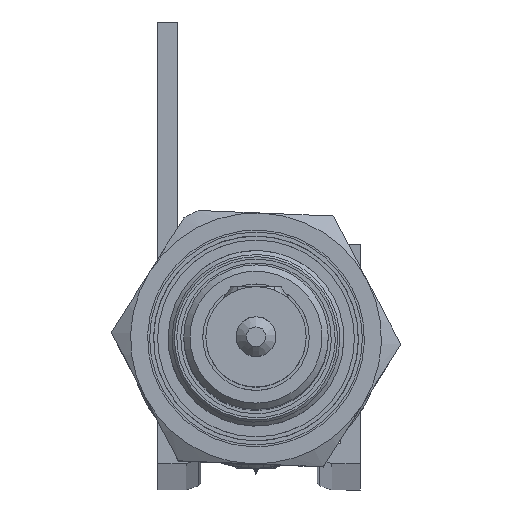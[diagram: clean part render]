
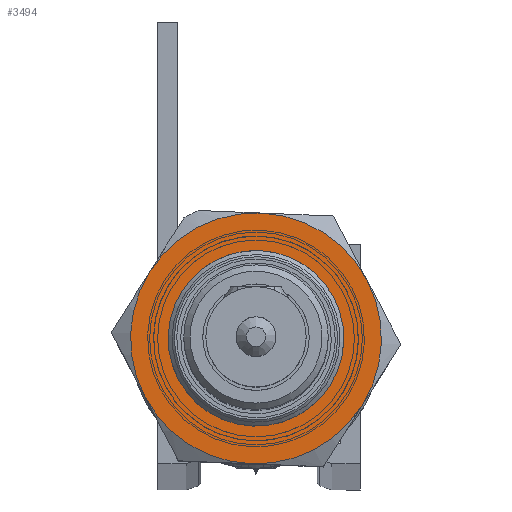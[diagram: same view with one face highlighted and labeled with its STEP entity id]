
A CAD part, top view. The second image highlights one B-rep face of the part: STEP entity #3494.
In plain terms, the highlighted face is planar.
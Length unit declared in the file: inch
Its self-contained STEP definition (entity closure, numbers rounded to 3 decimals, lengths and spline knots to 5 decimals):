
#832=PLANE('',#3946);
#972=FACE_BOUND('',#1458,.T.);
#1144=FACE_OUTER_BOUND('',#1457,.T.);
#1457=EDGE_LOOP('',(#2950,#2951,#2952,#2953,#2954,#2955));
#1458=EDGE_LOOP('',(#2956));
#1677=CIRCLE('',#3925,0.3125);
#1678=CIRCLE('',#3927,0.3125);
#1679=CIRCLE('',#3929,0.3125);
#1680=CIRCLE('',#3931,0.3125);
#1681=CIRCLE('',#3933,0.3125);
#1683=CIRCLE('',#3936,0.3125);
#1684=CIRCLE('',#3945,0.2025);
#1918=VERTEX_POINT('',#21817);
#1919=VERTEX_POINT('',#21821);
#1921=VERTEX_POINT('',#21828);
#1923=VERTEX_POINT('',#21838);
#1925=VERTEX_POINT('',#21851);
#1927=VERTEX_POINT('',#21861);
#1930=VERTEX_POINT('',#21892);
#2275=EDGE_CURVE('',#1918,#1919,#1677,.T.);
#2278=EDGE_CURVE('',#1921,#1918,#1678,.T.);
#2281=EDGE_CURVE('',#1923,#1921,#1679,.T.);
#2283=EDGE_CURVE('',#1925,#1923,#1680,.T.);
#2286=EDGE_CURVE('',#1927,#1925,#1681,.T.);
#2290=EDGE_CURVE('',#1919,#1927,#1683,.T.);
#2299=EDGE_CURVE('',#1930,#1930,#1684,.T.);
#2950=ORIENTED_EDGE('',*,*,#2290,.T.);
#2951=ORIENTED_EDGE('',*,*,#2286,.T.);
#2952=ORIENTED_EDGE('',*,*,#2283,.T.);
#2953=ORIENTED_EDGE('',*,*,#2281,.T.);
#2954=ORIENTED_EDGE('',*,*,#2278,.T.);
#2955=ORIENTED_EDGE('',*,*,#2275,.T.);
#2956=ORIENTED_EDGE('',*,*,#2299,.T.);
#3494=ADVANCED_FACE('',(#1144,#972),#832,.T.);
#3925=AXIS2_PLACEMENT_3D('',#21825,#4693,#4694);
#3927=AXIS2_PLACEMENT_3D('',#21835,#4697,#4698);
#3929=AXIS2_PLACEMENT_3D('',#21845,#4701,#4702);
#3931=AXIS2_PLACEMENT_3D('',#21852,#4705,#4706);
#3933=AXIS2_PLACEMENT_3D('',#21862,#4709,#4710);
#3936=AXIS2_PLACEMENT_3D('',#21873,#4715,#4716);
#3945=AXIS2_PLACEMENT_3D('',#21893,#4740,#4741);
#3946=AXIS2_PLACEMENT_3D('',#21894,#4742,#4743);
#4693=DIRECTION('center_axis',(-1.,0.,0.));
#4694=DIRECTION('ref_axis',(0.,1.,0.));
#4697=DIRECTION('center_axis',(-1.,0.,0.));
#4698=DIRECTION('ref_axis',(0.,1.,0.));
#4701=DIRECTION('center_axis',(-1.,0.,0.));
#4702=DIRECTION('ref_axis',(0.,1.,0.));
#4705=DIRECTION('center_axis',(-1.,0.,0.));
#4706=DIRECTION('ref_axis',(0.,1.,0.));
#4709=DIRECTION('center_axis',(-1.,0.,0.));
#4710=DIRECTION('ref_axis',(0.,1.,0.));
#4715=DIRECTION('center_axis',(-1.,0.,0.));
#4716=DIRECTION('ref_axis',(0.,1.,0.));
#4740=DIRECTION('center_axis',(1.,0.,0.));
#4741=DIRECTION('ref_axis',(0.,0.,-1.));
#4742=DIRECTION('center_axis',(-1.,0.,0.));
#4743=DIRECTION('ref_axis',(0.,0.,1.));
#21817=CARTESIAN_POINT('',(-0.29459,-0.15625,-0.27063));
#21821=CARTESIAN_POINT('',(-0.29459,-0.3125,0.));
#21825=CARTESIAN_POINT('Origin',(-0.29459,0.,0.));
#21828=CARTESIAN_POINT('',(-0.29459,0.15625,-0.27063));
#21835=CARTESIAN_POINT('Origin',(-0.29459,0.,0.));
#21838=CARTESIAN_POINT('',(-0.29459,0.3125,0.));
#21845=CARTESIAN_POINT('Origin',(-0.29459,0.,0.));
#21851=CARTESIAN_POINT('',(-0.29459,0.15625,0.27063));
#21852=CARTESIAN_POINT('Origin',(-0.29459,0.,0.));
#21861=CARTESIAN_POINT('',(-0.29459,-0.15625,0.27063));
#21862=CARTESIAN_POINT('Origin',(-0.29459,0.,0.));
#21873=CARTESIAN_POINT('Origin',(-0.29459,0.,0.));
#21892=CARTESIAN_POINT('',(-0.29459,0.2025,0.));
#21893=CARTESIAN_POINT('Origin',(-0.29459,0.,0.));
#21894=CARTESIAN_POINT('Origin',(-0.29459,0.49,0.));
